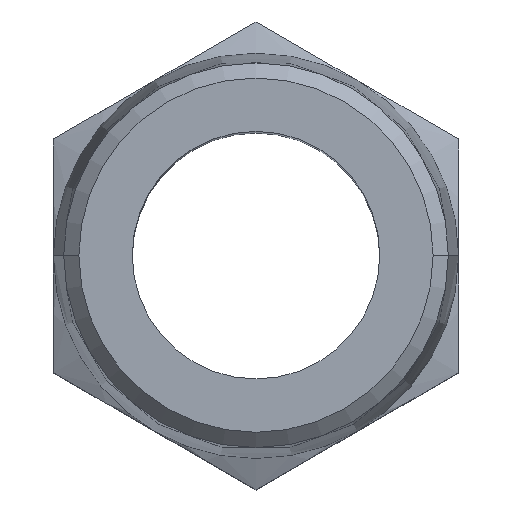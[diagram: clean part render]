
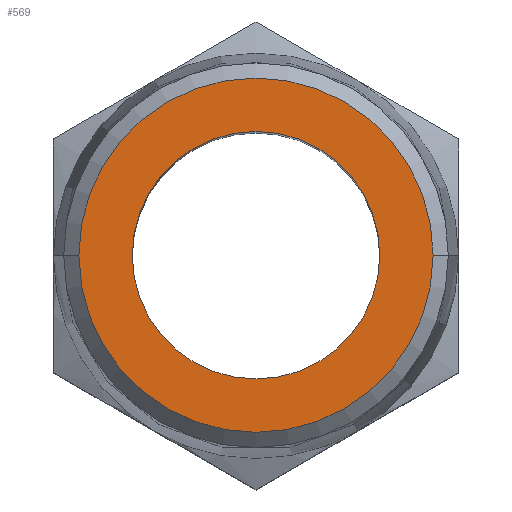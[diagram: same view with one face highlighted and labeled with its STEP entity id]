
A CAD part, top view. The second image highlights one B-rep face of the part: STEP entity #569.
In plain terms, the highlighted planar face has unit normal (0, 0, 1).
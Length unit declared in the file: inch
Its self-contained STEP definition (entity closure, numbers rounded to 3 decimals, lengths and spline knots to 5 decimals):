
#39 = CARTESIAN_POINT ( 'NONE',  ( 0., 0., 0.7874 ) ) ;
#95 = DIRECTION ( 'NONE',  ( 1., 0., 0. ) ) ;
#106 = EDGE_CURVE ( 'NONE', #269, #225, #460, .T. ) ;
#111 = AXIS2_PLACEMENT_3D ( 'NONE', #362, #924, #1011 ) ;
#117 = FACE_OUTER_BOUND ( 'NONE', #495, .T. ) ;
#175 = CARTESIAN_POINT ( 'NONE',  ( 0., 0., 0.7874 ) ) ;
#212 = FACE_BOUND ( 'NONE', #416, .T. ) ;
#225 = VERTEX_POINT ( 'NONE', #791 ) ;
#249 = AXIS2_PLACEMENT_3D ( 'NONE', #39, #1006, #538 ) ;
#261 = DIRECTION ( 'NONE',  ( 0., 0., 1. ) ) ;
#269 = VERTEX_POINT ( 'NONE', #781 ) ;
#305 = ORIENTED_EDGE ( 'NONE', *, *, #106, .T. ) ;
#337 = CARTESIAN_POINT ( 'NONE',  ( 0., 0., 0.7874 ) ) ;
#354 = EDGE_CURVE ( 'NONE', #225, #269, #881, .T. ) ;
#357 = EDGE_CURVE ( 'NONE', #821, #414, #440, .T. ) ;
#362 = CARTESIAN_POINT ( 'NONE',  ( 0., 0., 0.7874 ) ) ;
#368 = PLANE ( 'NONE',  #111 ) ;
#370 = AXIS2_PLACEMENT_3D ( 'NONE', #983, #501, #995 ) ;
#414 = VERTEX_POINT ( 'NONE', #525 ) ;
#416 = EDGE_LOOP ( 'NONE', ( #1007, #759 ) ) ;
#419 = AXIS2_PLACEMENT_3D ( 'NONE', #175, #508, #95 ) ;
#440 = CIRCLE ( 'NONE', #419, 0.21654 ) ;
#460 = CIRCLE ( 'NONE', #593, 0.30987 ) ;
#495 = EDGE_LOOP ( 'NONE', ( #305, #785 ) ) ;
#501 = DIRECTION ( 'NONE',  ( 0., 0., 1. ) ) ;
#508 = DIRECTION ( 'NONE',  ( 0., 0., 1. ) ) ;
#525 = CARTESIAN_POINT ( 'NONE',  ( -0.21654, 0., 0.7874 ) ) ;
#538 = DIRECTION ( 'NONE',  ( 1., 0., 0. ) ) ;
#569 = ADVANCED_FACE ( 'NONE', ( #117, #212 ), #368, .T. ) ;
#593 = AXIS2_PLACEMENT_3D ( 'NONE', #337, #261, #1005 ) ;
#755 = CARTESIAN_POINT ( 'NONE',  ( 0.21654, 0., 0.7874 ) ) ;
#759 = ORIENTED_EDGE ( 'NONE', *, *, #357, .F. ) ;
#781 = CARTESIAN_POINT ( 'NONE',  ( -0.30987, 0., 0.7874 ) ) ;
#785 = ORIENTED_EDGE ( 'NONE', *, *, #354, .T. ) ;
#791 = CARTESIAN_POINT ( 'NONE',  ( 0.30987, 0., 0.7874 ) ) ;
#821 = VERTEX_POINT ( 'NONE', #755 ) ;
#881 = CIRCLE ( 'NONE', #370, 0.30987 ) ;
#883 = CIRCLE ( 'NONE', #249, 0.21654 ) ;
#924 = DIRECTION ( 'NONE',  ( 0., 0., 1. ) ) ;
#966 = EDGE_CURVE ( 'NONE', #414, #821, #883, .T. ) ;
#983 = CARTESIAN_POINT ( 'NONE',  ( 0., 0., 0.7874 ) ) ;
#995 = DIRECTION ( 'NONE',  ( 1., 0., 0. ) ) ;
#1005 = DIRECTION ( 'NONE',  ( 1., 0., 0. ) ) ;
#1006 = DIRECTION ( 'NONE',  ( 0., 0., 1. ) ) ;
#1007 = ORIENTED_EDGE ( 'NONE', *, *, #966, .F. ) ;
#1011 = DIRECTION ( 'NONE',  ( 1., 0., 0. ) ) ;
